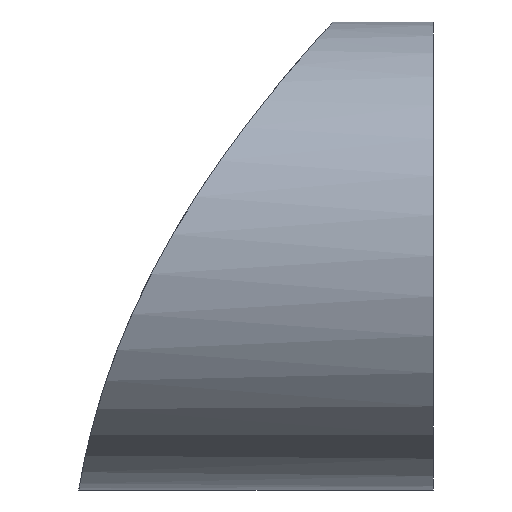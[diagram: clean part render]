
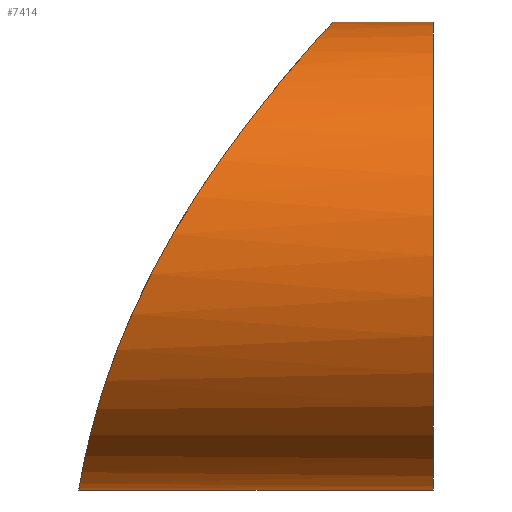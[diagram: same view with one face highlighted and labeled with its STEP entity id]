
A CAD part, left-side view. The second image highlights one B-rep face of the part: STEP entity #7414.
In plain terms, the highlighted cylindrical face has radius 7 mm (diameter 14 mm), a partial arc.
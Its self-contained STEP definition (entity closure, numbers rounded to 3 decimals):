
#2 = EDGE_CURVE ( 'NONE', #9500, #5680, #3328, .T. ) ;
#785 = CARTESIAN_POINT ( 'NONE',  ( -1.963, 10.555, -6.737 ) ) ;
#826 = CARTESIAN_POINT ( 'NONE',  ( -2.429, 10.528, -6.583 ) ) ;
#868 = CARTESIAN_POINT ( 'NONE',  ( -2.399, 3.37, 6.593 ) ) ;
#1249 = ORIENTED_EDGE ( 'NONE', *, *, #2, .T. ) ;
#1418 = EDGE_LOOP ( 'NONE', ( #4679, #12352, #1249, #6826 ) ) ;
#1470 = AXIS2_PLACEMENT_3D ( 'NONE', #7815, #9904, #13371 ) ;
#1500 = CARTESIAN_POINT ( 'NONE',  ( 0., 0., -7. ) ) ;
#1762 = CARTESIAN_POINT ( 'NONE',  ( -3.104, 10.468, -6.279 ) ) ;
#1806 = CARTESIAN_POINT ( 'NONE',  ( -1.228, 3.095, 6.896 ) ) ;
#1842 = CARTESIAN_POINT ( 'NONE',  ( -0.998, 10.592, -6.946 ) ) ;
#1877 = CARTESIAN_POINT ( 'NONE',  ( -3.037, 3.621, 6.311 ) ) ;
#2077 = CIRCLE ( 'NONE', #9485, 7. ) ;
#2823 = CARTESIAN_POINT ( 'NONE',  ( -6.298, 9.566, -3.091 ) ) ;
#2866 = CARTESIAN_POINT ( 'NONE',  ( -5.567, 5.33, 4.264 ) ) ;
#2913 = CARTESIAN_POINT ( 'NONE',  ( -6.034, 5.856, 3.573 ) ) ;
#3328 = LINE ( 'NONE', #8105, #8650 ) ;
#3368 = CARTESIAN_POINT ( 'NONE',  ( 0., 0., 0. ) ) ;
#3624 = CARTESIAN_POINT ( 'NONE',  ( 0., 2.999, 7. ) ) ;
#3665 = CARTESIAN_POINT ( 'NONE',  ( 0., 2.999, 7. ) ) ;
#3875 = CARTESIAN_POINT ( 'NONE',  ( -4.894, 10.171, -5.011 ) ) ;
#3922 = CARTESIAN_POINT ( 'NONE',  ( -0.987, 3.059, 6.934 ) ) ;
#3927 = EDGE_CURVE ( 'NONE', #3961, #8093, #4431, .T. ) ;
#3961 = VERTEX_POINT ( 'NONE', #3624 ) ;
#3962 = CARTESIAN_POINT ( 'NONE',  ( -6.964, 7.691, 0.824 ) ) ;
#4110 = CARTESIAN_POINT ( 'NONE',  ( 0., 10.601, -7. ) ) ;
#4431 = LINE ( 'NONE', #6618, #10891 ) ;
#4585 = CARTESIAN_POINT ( 'NONE',  ( 0., 0., 7. ) ) ;
#4679 = ORIENTED_EDGE ( 'NONE', *, *, #3927, .F. ) ;
#4727 = CYLINDRICAL_SURFACE ( 'NONE', #1470, 7. ) ;
#4950 = CARTESIAN_POINT ( 'NONE',  ( -4.534, 10.256, -5.339 ) ) ;
#5031 = CARTESIAN_POINT ( 'NONE',  ( -5.828, 9.849, -3.907 ) ) ;
#5497 = DIRECTION ( 'NONE',  ( 0., 1., 0. ) ) ;
#5680 = VERTEX_POINT ( 'NONE', #1500 ) ;
#5967 = CARTESIAN_POINT ( 'NONE',  ( -3.954, 10.361, -5.781 ) ) ;
#6005 = CARTESIAN_POINT ( 'NONE',  ( -6.492, 9.401, -2.657 ) ) ;
#6057 = CARTESIAN_POINT ( 'NONE',  ( -5.55, 9.969, -4.293 ) ) ;
#6618 = CARTESIAN_POINT ( 'NONE',  ( 0., 15., 7. ) ) ;
#6826 = ORIENTED_EDGE ( 'NONE', *, *, #8063, .T. ) ;
#6846 = CARTESIAN_POINT ( 'NONE',  ( -0.246, 2.999, 7. ) ) ;
#7063 = DIRECTION ( 'NONE',  ( 0., -1., 0. ) ) ;
#7067 = CARTESIAN_POINT ( 'NONE',  ( -7.001, 8.053, 0.185 ) ) ;
#7116 = CARTESIAN_POINT ( 'NONE',  ( -3.75, 10.391, -5.916 ) ) ;
#7158 = CARTESIAN_POINT ( 'NONE',  ( -0.498, 10.601, -7. ) ) ;
#7414 = ADVANCED_FACE ( 'NONE', ( #7528 ), #4727, .T. ) ;
#7528 = FACE_OUTER_BOUND ( 'NONE', #1418, .T. ) ;
#7815 = CARTESIAN_POINT ( 'NONE',  ( 0., 15., 0. ) ) ;
#8050 = B_SPLINE_CURVE_WITH_KNOTS ( 'NONE', 3,
 ( #3665, #6846, #8190, #3922, #1806, #13473, #868, #1877, #9274, #9138, #9182, #12493, #11300, #9230, #2866, #2913, #11342, #8146, #9312, #10270, #3962, #7067, #10312, #10231, #8235, #12412, #11387, #6005, #2823, #5031, #6057, #12453, #3875, #4950, #13516, #5967, #7116, #12373, #1762, #826, #785, #1842, #7158, #11256 ),
 .UNSPECIFIED., .F., .F.,
 ( 4, 2, 2, 2, 2, 2, 2, 2, 2, 2, 2, 2, 2, 2, 2, 2, 2, 2, 2, 2, 2, 4 ),
 ( 0.024, 0.024, 0.025, 0.027, 0.027, 0.028, 0.029, 0.031, 0.032, 0.034, 0.035, 0.036, 0.037, 0.038, 0.04, 0.041, 0.042, 0.043, 0.043, 0.044, 0.046, 0.047 ),
 .UNSPECIFIED. ) ;
#8063 = EDGE_CURVE ( 'NONE', #5680, #8093, #2077, .T. ) ;
#8093 = VERTEX_POINT ( 'NONE', #4585 ) ;
#8105 = CARTESIAN_POINT ( 'NONE',  ( 0., 15., -7. ) ) ;
#8146 = CARTESIAN_POINT ( 'NONE',  ( -6.57, 6.655, 2.452 ) ) ;
#8190 = CARTESIAN_POINT ( 'NONE',  ( -0.497, 3.012, 6.987 ) ) ;
#8235 = CARTESIAN_POINT ( 'NONE',  ( -6.97, 8.515, -0.689 ) ) ;
#8650 = VECTOR ( 'NONE', #7063, 1000. ) ;
#8827 = DIRECTION ( 'NONE',  ( 0., -1., 0. ) ) ;
#8854 = DIRECTION ( 'NONE',  ( 0., 0., 1. ) ) ;
#9138 = CARTESIAN_POINT ( 'NONE',  ( -3.638, 3.907, 5.985 ) ) ;
#9182 = CARTESIAN_POINT ( 'NONE',  ( -3.83, 4.012, 5.863 ) ) ;
#9230 = CARTESIAN_POINT ( 'NONE',  ( -5.298, 5.068, 4.594 ) ) ;
#9274 = CARTESIAN_POINT ( 'NONE',  ( -3.242, 3.712, 6.208 ) ) ;
#9312 = CARTESIAN_POINT ( 'NONE',  ( -6.705, 6.924, 2.053 ) ) ;
#9485 = AXIS2_PLACEMENT_3D ( 'NONE', #3368, #5497, #8854 ) ;
#9500 = VERTEX_POINT ( 'NONE', #4110 ) ;
#9904 = DIRECTION ( 'NONE',  ( 0., -1., 0. ) ) ;
#10231 = CARTESIAN_POINT ( 'NONE',  ( -6.988, 8.402, -0.467 ) ) ;
#10270 = CARTESIAN_POINT ( 'NONE',  ( -6.902, 7.441, 1.24 ) ) ;
#10312 = CARTESIAN_POINT ( 'NONE',  ( -7.003, 8.171, -0.03 ) ) ;
#10891 = VECTOR ( 'NONE', #8827, 1000. ) ;
#11256 = CARTESIAN_POINT ( 'NONE',  ( 0., 10.601, -7. ) ) ;
#11300 = CARTESIAN_POINT ( 'NONE',  ( -4.703, 4.574, 5.202 ) ) ;
#11342 = CARTESIAN_POINT ( 'NONE',  ( -6.234, 6.123, 3.211 ) ) ;
#11387 = CARTESIAN_POINT ( 'NONE',  ( -6.783, 9.039, -1.789 ) ) ;
#12352 = ORIENTED_EDGE ( 'NONE', *, *, #13417, .T. ) ;
#12373 = CARTESIAN_POINT ( 'NONE',  ( -3.326, 10.444, -6.164 ) ) ;
#12412 = CARTESIAN_POINT ( 'NONE',  ( -6.883, 8.84, -1.35 ) ) ;
#12453 = CARTESIAN_POINT ( 'NONE',  ( -5.067, 10.124, -4.836 ) ) ;
#12493 = CARTESIAN_POINT ( 'NONE',  ( -4.375, 4.339, 5.482 ) ) ;
#13371 = DIRECTION ( 'NONE',  ( 0., 0., -1. ) ) ;
#13417 = EDGE_CURVE ( 'NONE', #3961, #9500, #8050, .T. ) ;
#13473 = CARTESIAN_POINT ( 'NONE',  ( -1.938, 3.233, 6.744 ) ) ;
#13516 = CARTESIAN_POINT ( 'NONE',  ( -4.346, 10.294, -5.493 ) ) ;
